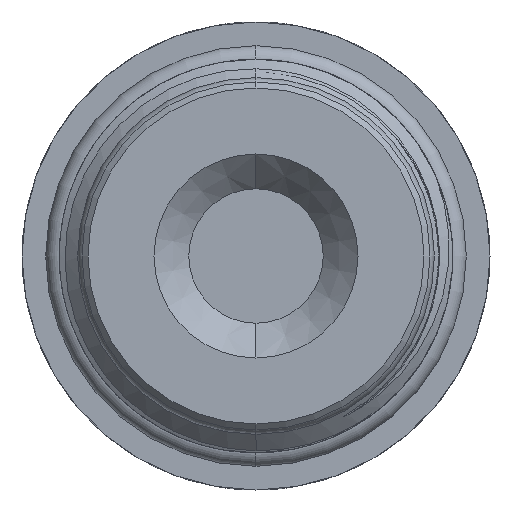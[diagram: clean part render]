
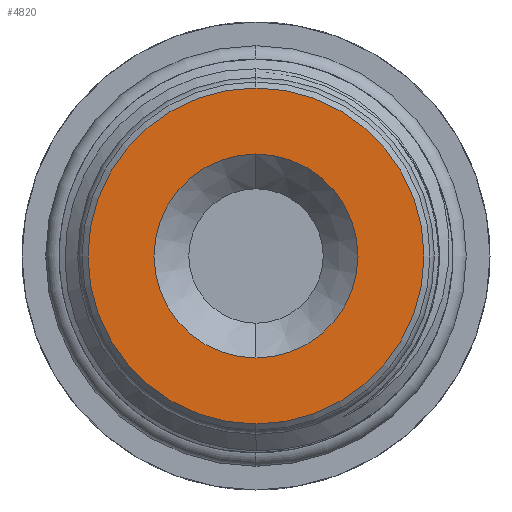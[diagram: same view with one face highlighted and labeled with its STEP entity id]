
A CAD part, left-side view. The second image highlights one B-rep face of the part: STEP entity #4820.
In plain terms, the highlighted planar face has unit normal (-1, 0, 0).
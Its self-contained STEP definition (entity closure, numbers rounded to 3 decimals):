
#208 = ORIENTED_EDGE ( 'NONE', *, *, #3944, .F. ) ;
#364 = DIRECTION ( 'NONE',  ( 0., 0., -1. ) ) ;
#386 = CARTESIAN_POINT ( 'NONE',  ( 0., 0., 0. ) ) ;
#623 = DIRECTION ( 'NONE',  ( -1., 0., 0. ) ) ;
#730 = EDGE_CURVE ( 'NONE', #14074, #1824, #7476, .T. ) ;
#749 = CARTESIAN_POINT ( 'NONE',  ( 0., 0., 0. ) ) ;
#856 = ORIENTED_EDGE ( 'NONE', *, *, #2885, .T. ) ;
#1239 = CARTESIAN_POINT ( 'NONE',  ( 0., 0., 0. ) ) ;
#1492 = DIRECTION ( 'NONE',  ( 0., 0., -1. ) ) ;
#1824 = VERTEX_POINT ( 'NONE', #3529 ) ;
#1861 = DIRECTION ( 'NONE',  ( 0., 0., -1. ) ) ;
#1905 = ORIENTED_EDGE ( 'NONE', *, *, #730, .F. ) ;
#2885 = EDGE_CURVE ( 'NONE', #5471, #9887, #14045, .T. ) ;
#3292 = EDGE_LOOP ( 'NONE', ( #1905, #208 ) ) ;
#3529 = CARTESIAN_POINT ( 'NONE',  ( 0., 0., -8.5 ) ) ;
#3944 = EDGE_CURVE ( 'NONE', #1824, #14074, #13493, .T. ) ;
#4176 = DIRECTION ( 'NONE',  ( -1., 0., 0. ) ) ;
#4541 = AXIS2_PLACEMENT_3D ( 'NONE', #749, #8389, #1861 ) ;
#4820 = ADVANCED_FACE ( 'NONE', ( #10898, #10383 ), #13636, .F. ) ;
#4950 = DIRECTION ( 'NONE',  ( 0., 0., 1. ) ) ;
#5471 = VERTEX_POINT ( 'NONE', #7915 ) ;
#5769 = CARTESIAN_POINT ( 'NONE',  ( 0., 0., 8.5 ) ) ;
#6365 = CARTESIAN_POINT ( 'NONE',  ( 0., 0., 0. ) ) ;
#6498 = ORIENTED_EDGE ( 'NONE', *, *, #13220, .T. ) ;
#6923 = AXIS2_PLACEMENT_3D ( 'NONE', #7169, #623, #4950 ) ;
#6936 = CIRCLE ( 'NONE', #4541, 14. ) ;
#7169 = CARTESIAN_POINT ( 'NONE',  ( 0., 0., 0. ) ) ;
#7476 = CIRCLE ( 'NONE', #6923, 8.5 ) ;
#7915 = CARTESIAN_POINT ( 'NONE',  ( 0., 0., 14. ) ) ;
#8004 = DIRECTION ( 'NONE',  ( -1., 0., 0. ) ) ;
#8389 = DIRECTION ( 'NONE',  ( -1., 0., 0. ) ) ;
#9645 = DIRECTION ( 'NONE',  ( 0., 0., 1. ) ) ;
#9887 = VERTEX_POINT ( 'NONE', #13194 ) ;
#10232 = DIRECTION ( 'NONE',  ( 1., 0., 0. ) ) ;
#10242 = AXIS2_PLACEMENT_3D ( 'NONE', #6365, #4176, #9645 ) ;
#10383 = FACE_BOUND ( 'NONE', #3292, .T. ) ;
#10898 = FACE_OUTER_BOUND ( 'NONE', #13719, .T. ) ;
#12578 = AXIS2_PLACEMENT_3D ( 'NONE', #1239, #8004, #364 ) ;
#12806 = AXIS2_PLACEMENT_3D ( 'NONE', #386, #10232, #1492 ) ;
#13194 = CARTESIAN_POINT ( 'NONE',  ( 0., 0., -14. ) ) ;
#13220 = EDGE_CURVE ( 'NONE', #9887, #5471, #6936, .T. ) ;
#13493 = CIRCLE ( 'NONE', #10242, 8.5 ) ;
#13636 = PLANE ( 'NONE',  #12806 ) ;
#13719 = EDGE_LOOP ( 'NONE', ( #6498, #856 ) ) ;
#14045 = CIRCLE ( 'NONE', #12578, 14. ) ;
#14074 = VERTEX_POINT ( 'NONE', #5769 ) ;
